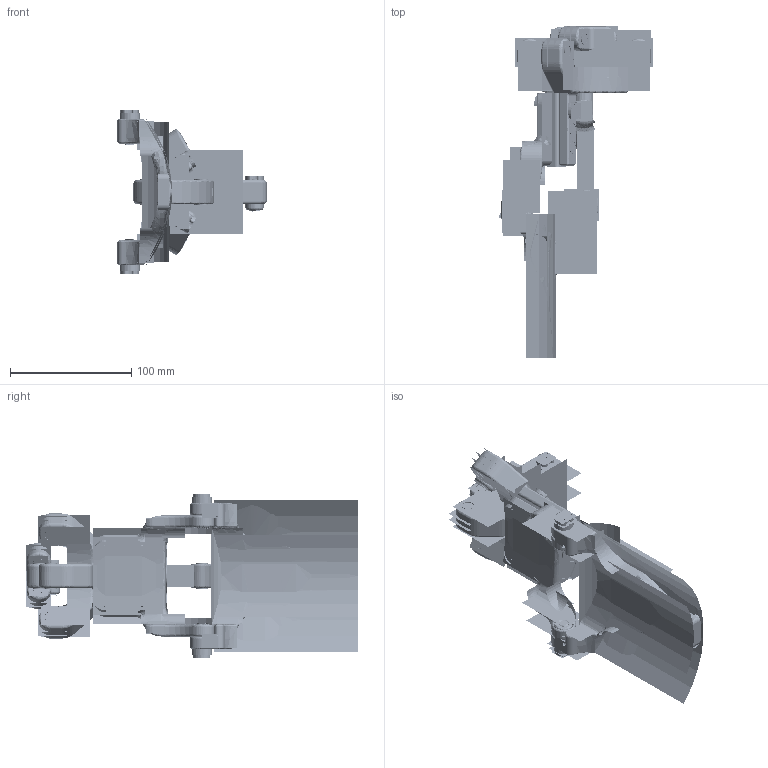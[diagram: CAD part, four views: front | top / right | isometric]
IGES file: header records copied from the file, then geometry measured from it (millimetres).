
Start section:  PTC IGES file: brh-m5_asm.igs
Global section: file name: brh-m5_asm.igs; native system: Creo Parametric by PTC Inc.; preprocessor: 2015080; author: Luke Stanislas; organization: Unknown; date: 20160625.161714; units: millimetre
Bounding box: 127.69 x 274.19 x 136.12 mm (x, y, z)
Volume: 368524 mm3; surface area: 927806.5 mm2
Topology: 18 solids, 20 shells, 2720 faces, 14076 edges, 17870 vertices
Faces by surface type: revolution 1596, bspline 1116, extrusion 8
